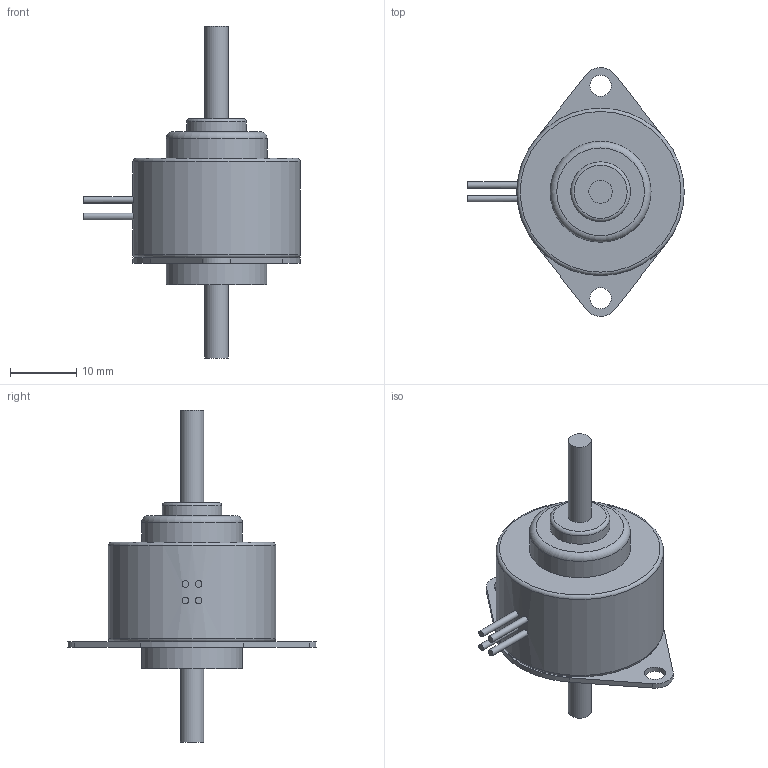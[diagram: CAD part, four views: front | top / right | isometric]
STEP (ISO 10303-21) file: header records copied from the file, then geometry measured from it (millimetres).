
FILE_DESCRIPTION((''),'2;1');
FILE_NAME('LP2515S.stp','2012-12-07T12:51:07',('wei_j'),(''),'Autodesk Inventor 2010','Autodesk Inventor 2010','');
FILE_SCHEMA(('AUTOMOTIVE_DESIGN { 1 0 10303 214 1 1 1 1 }'));
Length unit declared in the file: millimetre
Products named in the file (1): LP2515S
Bounding box: 32.6 x 37.48 x 50 mm (x, y, z)
Volume: 9361.9 mm3; surface area: 3860.6 mm2
Topology: 1 solids, 3 shells, 77 faces, 179 edges, 111 vertices
Faces by surface type: plane 25, cylinder 23, bspline 14, torus 8, sphere 7
Full cylindrical faces by diameter (mm): 1 x4, 3.2 x2, 3.5 x2, 4 x2, 9 x1, 10 x1, 12 x3, 15.164 x1, 15.2 x1, 18 x1, 25.2 x1
Entity records: 2210 total; most frequent: CARTESIAN_POINT 538, DIRECTION 356, ORIENTED_EDGE 252, AXIS2_PLACEMENT_3D 170, EDGE_LOOP 134, EDGE_CURVE 126, CIRCLE 106, VERTEX_POINT 90
